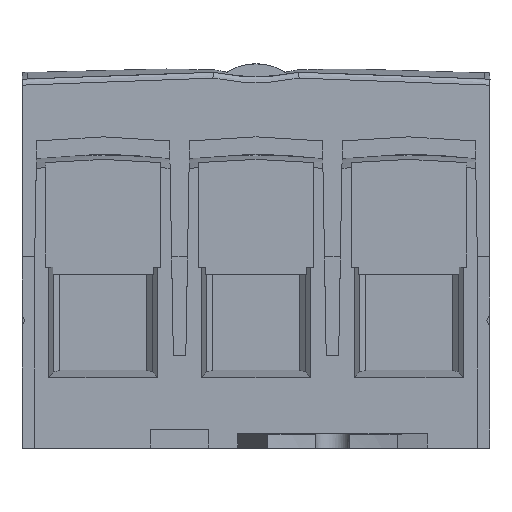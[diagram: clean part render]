
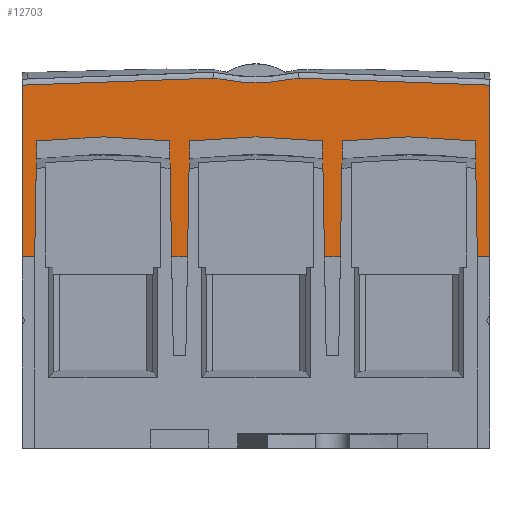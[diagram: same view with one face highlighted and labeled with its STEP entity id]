
A CAD part, front view. The second image highlights one B-rep face of the part: STEP entity #12703.
In plain terms, the highlighted planar face has unit normal (0, -1, 0.009).
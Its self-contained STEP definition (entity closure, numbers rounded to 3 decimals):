
#963=DIRECTION('',(0.,-0.009,-1.));
#964=VECTOR('',#963,29.202);
#965=CARTESIAN_POINT('',(39.791,-22.332,61.751));
#966=LINE('',#965,#964);
#1046=DIRECTION('',(0.,0.009,1.));
#1047=VECTOR('',#1046,29.202);
#1048=CARTESIAN_POINT('',(-39.809,-22.587,
32.55));
#1049=LINE('',#1048,#1047);
#1174=DIRECTION('',(1.,0.,0.));
#1175=VECTOR('',#1174,2.152);
#1176=CARTESIAN_POINT('',(-39.809,-22.587,
32.55));
#1177=LINE('',#1176,#1175);
#1181=CARTESIAN_POINT('',(-7.345,-22.322,
62.939));
#1182=CARTESIAN_POINT('',(-18.164,-22.323,
62.814));
#1183=CARTESIAN_POINT('',(-28.997,-22.327,
62.395));
#1184=CARTESIAN_POINT('',(-39.809,-22.332,
61.751));
#1189=CARTESIAN_POINT('',(7.326,-22.322,62.939));
#1190=CARTESIAN_POINT('',(2.501,-22.331,61.933));
#1191=CARTESIAN_POINT('',(-2.52,-22.331,
61.933));
#1192=CARTESIAN_POINT('',(-7.345,-22.322,
62.939));
#1197=CARTESIAN_POINT('',(39.791,-22.332,61.751));
#1198=CARTESIAN_POINT('',(28.978,-22.327,62.395));
#1199=CARTESIAN_POINT('',(18.145,-22.323,62.814));
#1200=CARTESIAN_POINT('',(7.326,-22.322,62.939));
#1205=DIRECTION('',(1.,0.,0.));
#1206=VECTOR('',#1205,2.152);
#1207=CARTESIAN_POINT('',(37.638,-22.587,32.55));
#1208=LINE('',#1207,#1206);
#1212=CARTESIAN_POINT('',(25.991,-22.409,52.95));
#1213=CARTESIAN_POINT('',(29.773,-22.409,52.95));
#1214=CARTESIAN_POINT('',(33.541,-22.411,52.719));
#1215=CARTESIAN_POINT('',(37.294,-22.415,52.257));
#1220=CARTESIAN_POINT('',(14.687,-22.415,52.257));
#1221=CARTESIAN_POINT('',(18.441,-22.411,52.719));
#1222=CARTESIAN_POINT('',(22.209,-22.409,52.95));
#1223=CARTESIAN_POINT('',(25.991,-22.409,52.95));
#1228=DIRECTION('',(0.017,0.009,1.));
#1229=VECTOR('',#1228,19.711);
#1230=CARTESIAN_POINT('',(14.343,-22.587,32.55));
#1231=LINE('',#1230,#1229);
#1235=DIRECTION('',(1.,0.,0.));
#1236=VECTOR('',#1235,2.705);
#1237=CARTESIAN_POINT('',(11.638,-22.587,32.55));
#1238=LINE('',#1237,#1236);
#1242=DIRECTION('',(0.017,-0.009,-1.));
#1243=VECTOR('',#1242,19.711);
#1244=CARTESIAN_POINT('',(11.294,-22.415,52.257));
#1245=LINE('',#1244,#1243);
#1249=CARTESIAN_POINT('',(-0.009,-22.409,
52.95));
#1250=CARTESIAN_POINT('',(3.773,-22.409,52.95));
#1251=CARTESIAN_POINT('',(7.541,-22.411,52.719));
#1252=CARTESIAN_POINT('',(11.294,-22.415,52.257));
#1257=CARTESIAN_POINT('',(-11.313,-22.415,
52.257));
#1258=CARTESIAN_POINT('',(-7.559,-22.411,
52.719));
#1259=CARTESIAN_POINT('',(-3.791,-22.409,
52.95));
#1260=CARTESIAN_POINT('',(-0.009,-22.409,
52.95));
#1265=CARTESIAN_POINT('',(-26.009,-22.409,
52.95));
#1266=CARTESIAN_POINT('',(-22.227,-22.409,
52.95));
#1267=CARTESIAN_POINT('',(-18.459,-22.411,
52.719));
#1268=CARTESIAN_POINT('',(-14.706,-22.415,
52.257));
#1273=CARTESIAN_POINT('',(-37.313,-22.415,
52.257));
#1274=CARTESIAN_POINT('',(-33.559,-22.411,
52.719));
#1275=CARTESIAN_POINT('',(-29.791,-22.409,
52.95));
#1276=CARTESIAN_POINT('',(-26.009,-22.409,
52.95));
#1281=DIRECTION('',(0.017,0.009,1.));
#1282=VECTOR('',#1281,19.711);
#1283=CARTESIAN_POINT('',(-37.657,-22.587,
32.55));
#1284=LINE('',#1283,#1282);
#2098=DIRECTION('',(-1.,0.,0.));
#2099=VECTOR('',#2098,2.705);
#2100=CARTESIAN_POINT('',(-11.657,-22.587,
32.55));
#2101=LINE('',#2100,#2099);
#2105=DIRECTION('',(-0.017,-0.009,-1.));
#2106=VECTOR('',#2105,19.711);
#2107=CARTESIAN_POINT('',(-11.313,-22.415,
52.257));
#2108=LINE('',#2107,#2106);
#2324=DIRECTION('',(-0.017,0.009,1.));
#2325=VECTOR('',#2324,19.711);
#2326=CARTESIAN_POINT('',(37.638,-22.587,32.55));
#2327=LINE('',#2326,#2325);
#8672=DIRECTION('',(-0.017,0.009,1.));
#8673=VECTOR('',#8672,19.711);
#8674=CARTESIAN_POINT('',(-14.362,-22.587,
32.55));
#8675=LINE('',#8674,#8673);
#10204=CARTESIAN_POINT('',(-39.809,-22.587,
32.55));
#10205=CARTESIAN_POINT('',(-37.657,-22.587,
32.55));
#10206=VERTEX_POINT('',#10204);
#10207=VERTEX_POINT('',#10205);
#10208=CARTESIAN_POINT('',(-37.313,-22.415,
52.257));
#10209=VERTEX_POINT('',#10208);
#10210=VERTEX_POINT('',#1265);
#10211=VERTEX_POINT('',#1268);
#10212=CARTESIAN_POINT('',(-14.362,-22.587,
32.55));
#10213=VERTEX_POINT('',#10212);
#10214=CARTESIAN_POINT('',(-11.657,-22.587,
32.55));
#10215=VERTEX_POINT('',#10214);
#10216=CARTESIAN_POINT('',(-11.313,-22.415,
52.257));
#10217=VERTEX_POINT('',#10216);
#10218=VERTEX_POINT('',#1249);
#10219=VERTEX_POINT('',#1252);
#10220=CARTESIAN_POINT('',(11.638,-22.587,
32.55));
#10221=VERTEX_POINT('',#10220);
#10222=CARTESIAN_POINT('',(14.343,-22.587,
32.55));
#10223=VERTEX_POINT('',#10222);
#10224=CARTESIAN_POINT('',(14.687,-22.415,
52.257));
#10225=VERTEX_POINT('',#10224);
#10226=VERTEX_POINT('',#1212);
#10227=VERTEX_POINT('',#1215);
#10228=CARTESIAN_POINT('',(37.638,-22.587,
32.55));
#10229=VERTEX_POINT('',#10228);
#10230=CARTESIAN_POINT('',(39.791,-22.587,
32.55));
#10231=VERTEX_POINT('',#10230);
#10232=CARTESIAN_POINT('',(39.791,-22.332,
61.751));
#10233=VERTEX_POINT('',#10232);
#10234=VERTEX_POINT('',#1200);
#10235=VERTEX_POINT('',#1192);
#10236=VERTEX_POINT('',#1184);
#12659=CARTESIAN_POINT('',(-18.509,-22.5,
42.55));
#12660=DIRECTION('',(0.,-1.,0.009));
#12661=DIRECTION('',(0.,0.009,1.));
#12662=AXIS2_PLACEMENT_3D('',#12659,#12660,#12661);
#12663=PLANE('',#12662);
#12665=ORIENTED_EDGE('',*,*,#12664,.F.);
#12666=ORIENTED_EDGE('',*,*,#12594,.T.);
#12667=ORIENTED_EDGE('',*,*,#12090,.F.);
#12668=ORIENTED_EDGE('',*,*,#12126,.F.);
#12669=ORIENTED_EDGE('',*,*,#12317,.F.);
#12670=ORIENTED_EDGE('',*,*,#12458,.T.);
#12672=ORIENTED_EDGE('',*,*,#12671,.F.);
#12674=ORIENTED_EDGE('',*,*,#12673,.T.);
#12676=ORIENTED_EDGE('',*,*,#12675,.F.);
#12678=ORIENTED_EDGE('',*,*,#12677,.F.);
#12680=ORIENTED_EDGE('',*,*,#12679,.F.);
#12682=ORIENTED_EDGE('',*,*,#12681,.F.);
#12684=ORIENTED_EDGE('',*,*,#12683,.F.);
#12686=ORIENTED_EDGE('',*,*,#12685,.F.);
#12688=ORIENTED_EDGE('',*,*,#12687,.F.);
#12690=ORIENTED_EDGE('',*,*,#12689,.T.);
#12692=ORIENTED_EDGE('',*,*,#12691,.T.);
#12694=ORIENTED_EDGE('',*,*,#12693,.T.);
#12696=ORIENTED_EDGE('',*,*,#12695,.F.);
#12698=ORIENTED_EDGE('',*,*,#12697,.F.);
#12700=ORIENTED_EDGE('',*,*,#12699,.F.);
#12701=EDGE_LOOP('',(#12665,#12666,#12667,#12668,#12669,#12670,#12672,#12674,
#12676,#12678,#12680,#12682,#12684,#12686,#12688,#12690,#12692,#12694,#12696,
#12698,#12700));
#12702=FACE_OUTER_BOUND('',#12701,.F.);
#12703=ADVANCED_FACE('',(#12702),#12663,.T.);
#1185=B_SPLINE_CURVE_WITH_KNOTS('',3,(#1181,#1182,#1183,#1184),.UNSPECIFIED.,
.F.,.F.,(4,4),(0.,1.),.UNSPECIFIED.);
#1193=B_SPLINE_CURVE_WITH_KNOTS('',3,(#1189,#1190,#1191,#1192),.UNSPECIFIED.,
.F.,.F.,(4,4),(0.,1.),.UNSPECIFIED.);
#1201=B_SPLINE_CURVE_WITH_KNOTS('',3,(#1197,#1198,#1199,#1200),.UNSPECIFIED.,
.F.,.F.,(4,4),(0.,1.),.UNSPECIFIED.);
#1216=B_SPLINE_CURVE_WITH_KNOTS('',3,(#1212,#1213,#1214,#1215),.UNSPECIFIED.,
.F.,.F.,(4,4),(0.,1.),.UNSPECIFIED.);
#1224=B_SPLINE_CURVE_WITH_KNOTS('',3,(#1220,#1221,#1222,#1223),.UNSPECIFIED.,
.F.,.F.,(4,4),(0.,1.),.UNSPECIFIED.);
#1253=B_SPLINE_CURVE_WITH_KNOTS('',3,(#1249,#1250,#1251,#1252),.UNSPECIFIED.,
.F.,.F.,(4,4),(0.,1.),.UNSPECIFIED.);
#1261=B_SPLINE_CURVE_WITH_KNOTS('',3,(#1257,#1258,#1259,#1260),.UNSPECIFIED.,
.F.,.F.,(4,4),(0.,1.),.UNSPECIFIED.);
#1269=B_SPLINE_CURVE_WITH_KNOTS('',3,(#1265,#1266,#1267,#1268),.UNSPECIFIED.,
.F.,.F.,(4,4),(0.,1.),.UNSPECIFIED.);
#1277=B_SPLINE_CURVE_WITH_KNOTS('',3,(#1273,#1274,#1275,#1276),.UNSPECIFIED.,
.F.,.F.,(4,4),(0.,1.),.UNSPECIFIED.);
#12090=EDGE_CURVE('',#10235,#10236,#1185,.T.);
#12126=EDGE_CURVE('',#10234,#10235,#1193,.T.);
#12317=EDGE_CURVE('',#10233,#10234,#1201,.T.);
#12458=EDGE_CURVE('',#10233,#10231,#966,.T.);
#12594=EDGE_CURVE('',#10206,#10236,#1049,.T.);
#12664=EDGE_CURVE('',#10206,#10207,#1177,.T.);
#12671=EDGE_CURVE('',#10229,#10231,#1208,.T.);
#12673=EDGE_CURVE('',#10229,#10227,#2327,.T.);
#12675=EDGE_CURVE('',#10226,#10227,#1216,.T.);
#12677=EDGE_CURVE('',#10225,#10226,#1224,.T.);
#12679=EDGE_CURVE('',#10223,#10225,#1231,.T.);
#12681=EDGE_CURVE('',#10221,#10223,#1238,.T.);
#12683=EDGE_CURVE('',#10219,#10221,#1245,.T.);
#12685=EDGE_CURVE('',#10218,#10219,#1253,.T.);
#12687=EDGE_CURVE('',#10217,#10218,#1261,.T.);
#12689=EDGE_CURVE('',#10217,#10215,#2108,.T.);
#12691=EDGE_CURVE('',#10215,#10213,#2101,.T.);
#12693=EDGE_CURVE('',#10213,#10211,#8675,.T.);
#12695=EDGE_CURVE('',#10210,#10211,#1269,.T.);
#12697=EDGE_CURVE('',#10209,#10210,#1277,.T.);
#12699=EDGE_CURVE('',#10207,#10209,#1284,.T.);
